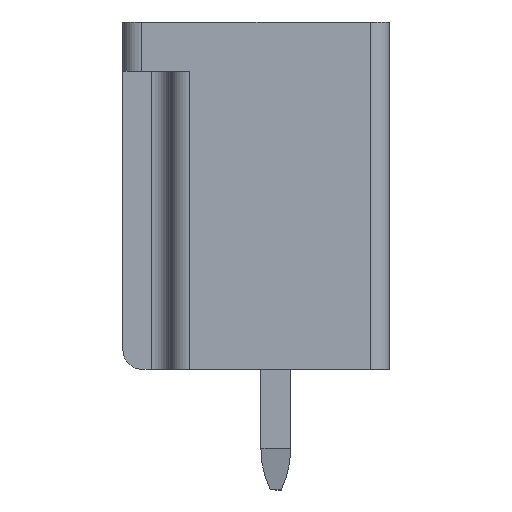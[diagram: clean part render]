
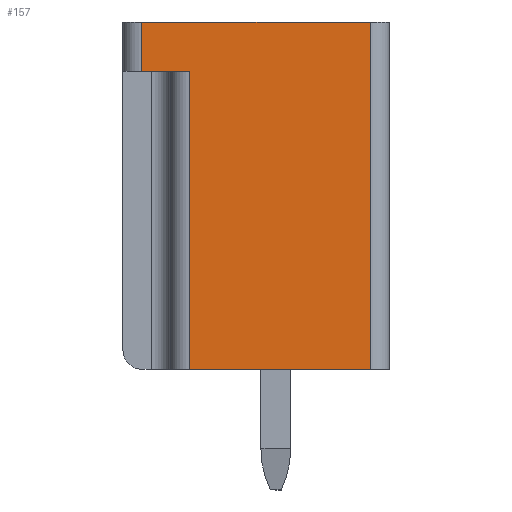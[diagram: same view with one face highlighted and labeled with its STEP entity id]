
A CAD part, left-side view. The second image highlights one B-rep face of the part: STEP entity #157.
In plain terms, the highlighted planar face has unit normal (-1, 0, 0).
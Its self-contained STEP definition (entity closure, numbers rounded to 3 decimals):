
#114=AXIS2_PLACEMENT_3D('Plane Axis2P3D',#111,#112,#113) ;
#76=CARTESIAN_POINT('Line Origine',(0.,0.5,7.8)) ;
#80=CARTESIAN_POINT('Vertex',(0.,0.5,3.2)) ;
#82=CARTESIAN_POINT('Vertex',(0.,0.5,12.4)) ;
#111=CARTESIAN_POINT('Axis2P3D Location',(0.,6.55,0.)) ;
#116=CARTESIAN_POINT('Line Origine',(0.,2.9,3.2)) ;
#120=CARTESIAN_POINT('Vertex',(0.,5.3,3.2)) ;
#123=CARTESIAN_POINT('Line Origine',(0.,3.525,12.4)) ;
#127=CARTESIAN_POINT('Vertex',(0.,6.55,12.4)) ;
#130=CARTESIAN_POINT('Line Origine',(0.,6.55,11.75)) ;
#134=CARTESIAN_POINT('Vertex',(0.,6.55,11.1)) ;
#137=CARTESIAN_POINT('Line Origine',(0.,5.925,11.1)) ;
#141=CARTESIAN_POINT('Vertex',(0.,5.3,11.1)) ;
#144=CARTESIAN_POINT('Line Origine',(0.,5.3,7.15)) ;
#77=DIRECTION('Vector Direction',(0.,0.,1.)) ;
#112=DIRECTION('Axis2P3D Direction',(-1.,0.,0.)) ;
#113=DIRECTION('Axis2P3D XDirection',(0.,-1.,0.)) ;
#117=DIRECTION('Vector Direction',(0.,-1.,0.)) ;
#124=DIRECTION('Vector Direction',(0.,-1.,0.)) ;
#131=DIRECTION('Vector Direction',(0.,0.,1.)) ;
#138=DIRECTION('Vector Direction',(0.,-1.,0.)) ;
#145=DIRECTION('Vector Direction',(0.,0.,1.)) ;
#78=VECTOR('Line Direction',#77,1.) ;
#118=VECTOR('Line Direction',#117,1.) ;
#125=VECTOR('Line Direction',#124,1.) ;
#132=VECTOR('Line Direction',#131,1.) ;
#139=VECTOR('Line Direction',#138,1.) ;
#146=VECTOR('Line Direction',#145,1.) ;
#150=ORIENTED_EDGE('',*,*,#122,.T.) ;
#151=ORIENTED_EDGE('',*,*,#84,.T.) ;
#152=ORIENTED_EDGE('',*,*,#129,.F.) ;
#153=ORIENTED_EDGE('',*,*,#136,.F.) ;
#154=ORIENTED_EDGE('',*,*,#143,.F.) ;
#155=ORIENTED_EDGE('',*,*,#148,.F.) ;
#157=ADVANCED_FACE('HOUSING',(#156),#115,.T.) ;
#84=EDGE_CURVE('',#81,#83,#79,.T.) ;
#122=EDGE_CURVE('',#121,#81,#119,.T.) ;
#129=EDGE_CURVE('',#128,#83,#126,.T.) ;
#136=EDGE_CURVE('',#135,#128,#133,.T.) ;
#143=EDGE_CURVE('',#142,#135,#140,.F.) ;
#148=EDGE_CURVE('',#121,#142,#147,.T.) ;
#149=EDGE_LOOP('',(#150,#151,#152,#153,#154,#155)) ;
#156=FACE_OUTER_BOUND('',#149,.T.) ;
#79=LINE('Line',#76,#78) ;
#119=LINE('Line',#116,#118) ;
#126=LINE('Line',#123,#125) ;
#133=LINE('Line',#130,#132) ;
#140=LINE('Line',#137,#139) ;
#147=LINE('Line',#144,#146) ;
#115=PLANE('',#114) ;
#81=VERTEX_POINT('',#80) ;
#83=VERTEX_POINT('',#82) ;
#121=VERTEX_POINT('',#120) ;
#128=VERTEX_POINT('',#127) ;
#135=VERTEX_POINT('',#134) ;
#142=VERTEX_POINT('',#141) ;
